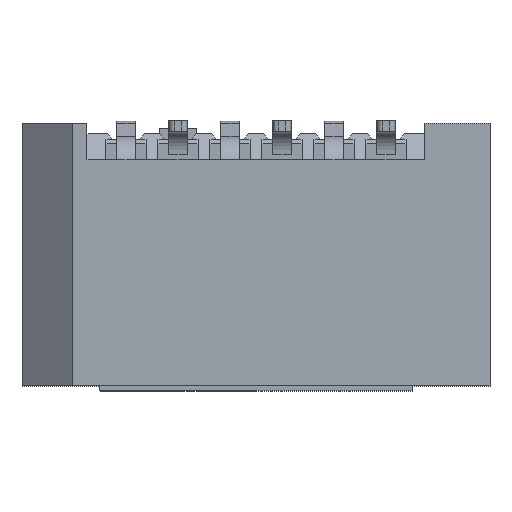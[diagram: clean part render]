
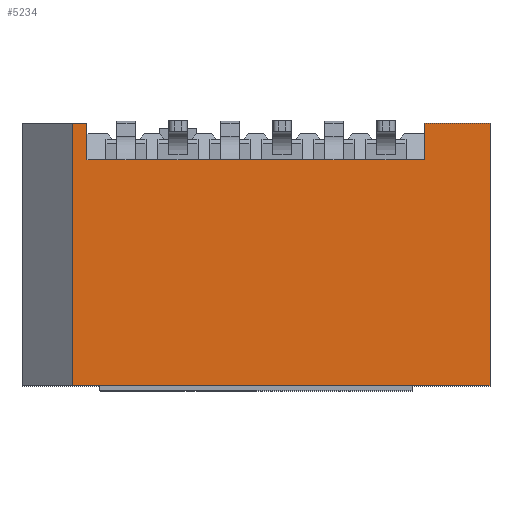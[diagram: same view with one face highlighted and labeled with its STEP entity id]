
A CAD part, top view. The second image highlights one B-rep face of the part: STEP entity #5234.
In plain terms, the highlighted planar face has unit normal (0, 0, 1).
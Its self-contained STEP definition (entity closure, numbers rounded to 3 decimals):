
#652=ORIENTED_EDGE('',*,*,#1867,.T.);
#653=ORIENTED_EDGE('',*,*,#2084,.T.);
#654=ORIENTED_EDGE('',*,*,#2081,.T.);
#655=ORIENTED_EDGE('',*,*,#2085,.F.);
#656=ORIENTED_EDGE('',*,*,#2086,.F.);
#657=ORIENTED_EDGE('',*,*,#2082,.T.);
#658=ORIENTED_EDGE('',*,*,#2071,.T.);
#659=ORIENTED_EDGE('',*,*,#2087,.F.);
#1867=EDGE_CURVE('',#2639,#2638,#3162,.T.);
#2071=EDGE_CURVE('',#2779,#2778,#3356,.T.);
#2081=EDGE_CURVE('',#2784,#2785,#3366,.T.);
#2082=EDGE_CURVE('',#2786,#2779,#3367,.T.);
#2084=EDGE_CURVE('',#2638,#2784,#3369,.T.);
#2085=EDGE_CURVE('',#2787,#2785,#3370,.T.);
#2086=EDGE_CURVE('',#2786,#2787,#3371,.T.);
#2087=EDGE_CURVE('',#2639,#2778,#3372,.T.);
#2638=VERTEX_POINT('',#7477);
#2639=VERTEX_POINT('',#7479);
#2778=VERTEX_POINT('',#7866);
#2779=VERTEX_POINT('',#7868);
#2784=VERTEX_POINT('',#7884);
#2785=VERTEX_POINT('',#7886);
#2786=VERTEX_POINT('',#7890);
#2787=VERTEX_POINT('',#7895);
#3162=LINE('',#7478,#3853);
#3356=LINE('',#7867,#4047);
#3366=LINE('',#7887,#4057);
#3367=LINE('',#7889,#4058);
#3369=LINE('',#7893,#4060);
#3370=LINE('',#7894,#4061);
#3371=LINE('',#7896,#4062);
#3372=LINE('',#7897,#4063);
#3853=VECTOR('',#5981,1000.);
#4047=VECTOR('',#6285,1000.);
#4057=VECTOR('',#6301,1000.);
#4058=VECTOR('',#6304,1000.);
#4060=VECTOR('',#6308,1000.);
#4061=VECTOR('',#6309,1000.);
#4062=VECTOR('',#6310,1000.);
#4063=VECTOR('',#6311,1000.);
#4495=EDGE_LOOP('',(#652,#653,#654,#655,#656,#657,#658,#659));
#4756=FACE_BOUND('',#4495,.T.);
#5010=PLANE('',#5558);
#5234=ADVANCED_FACE('',(#4756),#5010,.F.);
#5558=AXIS2_PLACEMENT_3D('',#7892,#6306,#6307);
#5981=DIRECTION('',(-1.,0.,0.));
#6285=DIRECTION('',(-1.,0.,0.));
#6301=DIRECTION('',(-1.,0.,0.));
#6304=DIRECTION('',(0.,1.,0.));
#6306=DIRECTION('',(0.,0.,-1.));
#6307=DIRECTION('',(-1.,0.,0.));
#6308=DIRECTION('',(0.,1.,0.));
#6309=DIRECTION('',(0.,1.,0.));
#6310=DIRECTION('',(-1.,0.,0.));
#6311=DIRECTION('',(0.,1.,0.));
#7477=CARTESIAN_POINT('',(-3.25,1.825,1.5));
#7478=CARTESIAN_POINT('',(3.25,1.825,1.5));
#7479=CARTESIAN_POINT('',(3.25,1.825,1.5));
#7866=CARTESIAN_POINT('',(3.25,2.525,1.5));
#7867=CARTESIAN_POINT('',(4.5,2.525,1.5));
#7868=CARTESIAN_POINT('',(4.5,2.525,1.5));
#7884=CARTESIAN_POINT('',(-3.25,2.525,1.5));
#7886=CARTESIAN_POINT('',(-3.525,2.525,1.5));
#7887=CARTESIAN_POINT('',(4.5,2.525,1.5));
#7889=CARTESIAN_POINT('',(4.5,-2.525,1.5));
#7890=CARTESIAN_POINT('',(4.5,-2.525,1.5));
#7892=CARTESIAN_POINT('',(4.5,-2.525,1.5));
#7893=CARTESIAN_POINT('',(-3.25,1.825,1.5));
#7894=CARTESIAN_POINT('',(-3.525,-2.525,1.5));
#7895=CARTESIAN_POINT('',(-3.525,-2.525,1.5));
#7896=CARTESIAN_POINT('',(4.5,-2.525,1.5));
#7897=CARTESIAN_POINT('',(3.25,1.825,1.5));
